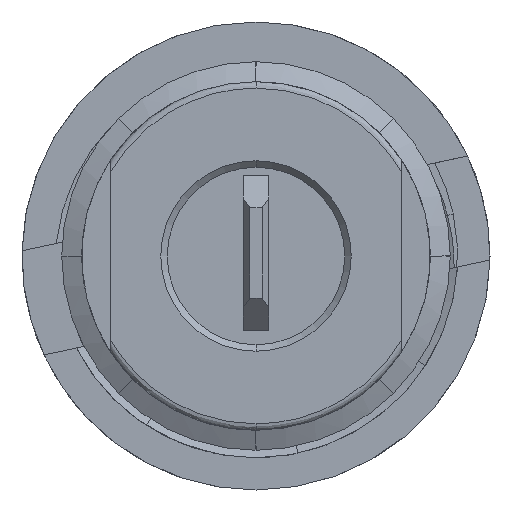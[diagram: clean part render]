
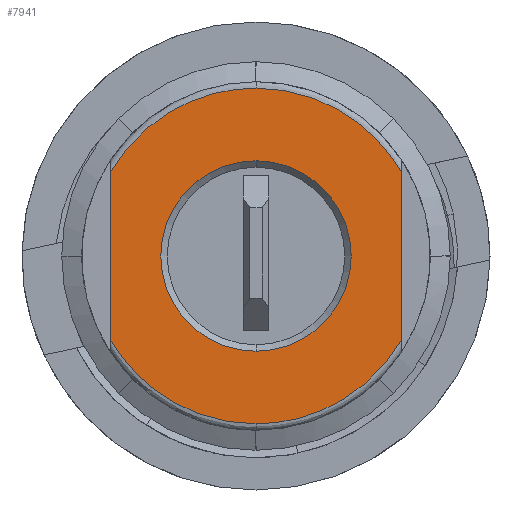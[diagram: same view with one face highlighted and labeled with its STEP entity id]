
A CAD part, front view. The second image highlights one B-rep face of the part: STEP entity #7941.
In plain terms, the highlighted planar face has unit normal (0, -1, 0).
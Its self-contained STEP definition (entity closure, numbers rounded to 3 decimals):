
#153 = VERTEX_POINT ( 'NONE', #8411 ) ;
#258 = VECTOR ( 'NONE', #1290, 1000. ) ;
#393 =( BOUNDED_CURVE ( )  B_SPLINE_CURVE ( 3, ( #25739, #1806, #5587, #13784 ),
 .UNSPECIFIED., .F., .T. ) 
 B_SPLINE_CURVE_WITH_KNOTS ( ( 4, 4 ),
 ( 0.5, 1. ),
 .UNSPECIFIED. ) 
 CURVE ( )  GEOMETRIC_REPRESENTATION_ITEM ( )  RATIONAL_B_SPLINE_CURVE ( ( 1., 0.911, 0.911, 1. ) ) 
 REPRESENTATION_ITEM ( '' )  );
#549 = VERTEX_POINT ( 'NONE', #16833 ) ;
#832 = VERTEX_POINT ( 'NONE', #20511 ) ;
#1290 = DIRECTION ( 'NONE',  ( 0., 0., -1. ) ) ;
#1557 = CARTESIAN_POINT ( 'NONE',  ( 0., 0., 5.2 ) ) ;
#1805 = EDGE_CURVE ( 'NONE', #153, #26266, #8710, .T. ) ;
#1806 = CARTESIAN_POINT ( 'NONE',  ( 1.901, 0., 5.2 ) ) ;
#2240 =( BOUNDED_CURVE ( )  B_SPLINE_CURVE ( 3, ( #24016, #3316, #5862, #9310 ),
 .UNSPECIFIED., .F., .T. ) 
 B_SPLINE_CURVE_WITH_KNOTS ( ( 4, 4 ),
 ( 0.5, 1. ),
 .UNSPECIFIED. ) 
 CURVE ( )  GEOMETRIC_REPRESENTATION_ITEM ( )  RATIONAL_B_SPLINE_CURVE ( ( 1., 0.911, 0.911, 1. ) ) 
 REPRESENTATION_ITEM ( '' )  );
#3316 = CARTESIAN_POINT ( 'NONE',  ( -1.901, 0., -5.2 ) ) ;
#3364 = CARTESIAN_POINT ( 'NONE',  ( 3.548, 0., -4.251 ) ) ;
#4065 = DIRECTION ( 'NONE',  ( 0., 1., 0. ) ) ;
#4333 = CIRCLE ( 'NONE', #18504, 2.95 ) ;
#4927 = EDGE_CURVE ( 'NONE', #14876, #17526, #22132, .T. ) ;
#5587 = CARTESIAN_POINT ( 'NONE',  ( 3.548, 0., 4.251 ) ) ;
#5781 = CARTESIAN_POINT ( 'NONE',  ( 0., 0., -5.2 ) ) ;
#5862 = CARTESIAN_POINT ( 'NONE',  ( -3.548, 0., -4.251 ) ) ;
#5958 = DIRECTION ( 'NONE',  ( 0., 1., 0. ) ) ;
#6065 = ORIENTED_EDGE ( 'NONE', *, *, #25355, .F. ) ;
#6596 = EDGE_CURVE ( 'NONE', #14955, #14876, #11364, .T. ) ;
#7317 = CARTESIAN_POINT ( 'NONE',  ( -1.901, 0., 5.2 ) ) ;
#7760 = CARTESIAN_POINT ( 'NONE',  ( 1.901, 0., -5.2 ) ) ;
#7796 = DIRECTION ( 'NONE',  ( 0., 0., -1. ) ) ;
#7941 = ADVANCED_FACE ( 'NONE', ( #16045, #26346 ), #18022, .F. ) ;
#8053 = CARTESIAN_POINT ( 'NONE',  ( 0., 0., 0. ) ) ;
#8361 = EDGE_LOOP ( 'NONE', ( #20014, #13005, #8932, #6065, #17556, #24584 ) ) ;
#8411 = CARTESIAN_POINT ( 'NONE',  ( 0., 0., -2.95 ) ) ;
#8710 = CIRCLE ( 'NONE', #10868, 2.95 ) ;
#8932 = ORIENTED_EDGE ( 'NONE', *, *, #18549, .F. ) ;
#9305 = CARTESIAN_POINT ( 'NONE',  ( -4.5, 0., 2.606 ) ) ;
#9310 = CARTESIAN_POINT ( 'NONE',  ( -4.5, 0., -2.606 ) ) ;
#9754 = CARTESIAN_POINT ( 'NONE',  ( 4.5, 0., -2.606 ) ) ;
#10868 = AXIS2_PLACEMENT_3D ( 'NONE', #13907, #4065, #19803 ) ;
#11364 = LINE ( 'NONE', #19701, #258 ) ;
#12539 = CARTESIAN_POINT ( 'NONE',  ( 0., 0., 5.2 ) ) ;
#13005 = ORIENTED_EDGE ( 'NONE', *, *, #23367, .F. ) ;
#13784 = CARTESIAN_POINT ( 'NONE',  ( 4.5, 0., 2.606 ) ) ;
#13907 = CARTESIAN_POINT ( 'NONE',  ( 0., 0., 0. ) ) ;
#14165 = VERTEX_POINT ( 'NONE', #12539 ) ;
#14876 = VERTEX_POINT ( 'NONE', #19239 ) ;
#14955 = VERTEX_POINT ( 'NONE', #21966 ) ;
#14970 = LINE ( 'NONE', #18689, #25923 ) ;
#15189 = CARTESIAN_POINT ( 'NONE',  ( 0., 0., 2.95 ) ) ;
#16045 = FACE_BOUND ( 'NONE', #25288, .T. ) ;
#16083 =( BOUNDED_CURVE ( )  B_SPLINE_CURVE ( 3, ( #9305, #17530, #7317, #1557 ),
 .UNSPECIFIED., .F., .T. ) 
 B_SPLINE_CURVE_WITH_KNOTS ( ( 4, 4 ),
 ( 0., 0.5 ),
 .UNSPECIFIED. ) 
 CURVE ( )  GEOMETRIC_REPRESENTATION_ITEM ( )  RATIONAL_B_SPLINE_CURVE ( ( 1., 0.911, 0.911, 1. ) ) 
 REPRESENTATION_ITEM ( '' )  );
#16418 = DIRECTION ( 'NONE',  ( 0., 0., 1. ) ) ;
#16833 = CARTESIAN_POINT ( 'NONE',  ( -4.5, 0., 2.606 ) ) ;
#17456 = CARTESIAN_POINT ( 'NONE',  ( 0., 0., -5.2 ) ) ;
#17526 = VERTEX_POINT ( 'NONE', #17456 ) ;
#17530 = CARTESIAN_POINT ( 'NONE',  ( -3.548, 0., 4.251 ) ) ;
#17556 = ORIENTED_EDGE ( 'NONE', *, *, #21011, .F. ) ;
#18022 = PLANE ( 'NONE',  #25903 ) ;
#18504 = AXIS2_PLACEMENT_3D ( 'NONE', #8053, #20028, #7796 ) ;
#18549 = EDGE_CURVE ( 'NONE', #549, #14165, #16083, .T. ) ;
#18689 = CARTESIAN_POINT ( 'NONE',  ( -4.5, 0., 0. ) ) ;
#19095 = DIRECTION ( 'NONE',  ( 0., 0., 1. ) ) ;
#19239 = CARTESIAN_POINT ( 'NONE',  ( 4.5, 0., -2.606 ) ) ;
#19701 = CARTESIAN_POINT ( 'NONE',  ( 4.5, 0., 0. ) ) ;
#19803 = DIRECTION ( 'NONE',  ( 0., 0., -1. ) ) ;
#20014 = ORIENTED_EDGE ( 'NONE', *, *, #6596, .F. ) ;
#20028 = DIRECTION ( 'NONE',  ( 0., 1., 0. ) ) ;
#20511 = CARTESIAN_POINT ( 'NONE',  ( -4.5, 0., -2.606 ) ) ;
#20730 = EDGE_CURVE ( 'NONE', #26266, #153, #4333, .T. ) ;
#21011 = EDGE_CURVE ( 'NONE', #17526, #832, #2240, .T. ) ;
#21966 = CARTESIAN_POINT ( 'NONE',  ( 4.5, 0., 2.606 ) ) ;
#22118 = CARTESIAN_POINT ( 'NONE',  ( 0., 0., 0. ) ) ;
#22132 =( BOUNDED_CURVE ( )  B_SPLINE_CURVE ( 3, ( #9754, #3364, #7760, #5781 ),
 .UNSPECIFIED., .F., .T. ) 
 B_SPLINE_CURVE_WITH_KNOTS ( ( 4, 4 ),
 ( 0., 0.5 ),
 .UNSPECIFIED. ) 
 CURVE ( )  GEOMETRIC_REPRESENTATION_ITEM ( )  RATIONAL_B_SPLINE_CURVE ( ( 1., 0.911, 0.911, 1. ) ) 
 REPRESENTATION_ITEM ( '' )  );
#23367 = EDGE_CURVE ( 'NONE', #14165, #14955, #393, .T. ) ;
#23987 = ORIENTED_EDGE ( 'NONE', *, *, #20730, .T. ) ;
#24016 = CARTESIAN_POINT ( 'NONE',  ( 0., 0., -5.2 ) ) ;
#24584 = ORIENTED_EDGE ( 'NONE', *, *, #4927, .F. ) ;
#25288 = EDGE_LOOP ( 'NONE', ( #25493, #23987 ) ) ;
#25355 = EDGE_CURVE ( 'NONE', #832, #549, #14970, .T. ) ;
#25493 = ORIENTED_EDGE ( 'NONE', *, *, #1805, .T. ) ;
#25739 = CARTESIAN_POINT ( 'NONE',  ( 0., 0., 5.2 ) ) ;
#25903 = AXIS2_PLACEMENT_3D ( 'NONE', #22118, #5958, #16418 ) ;
#25923 = VECTOR ( 'NONE', #19095, 1000. ) ;
#26266 = VERTEX_POINT ( 'NONE', #15189 ) ;
#26346 = FACE_OUTER_BOUND ( 'NONE', #8361, .T. ) ;
